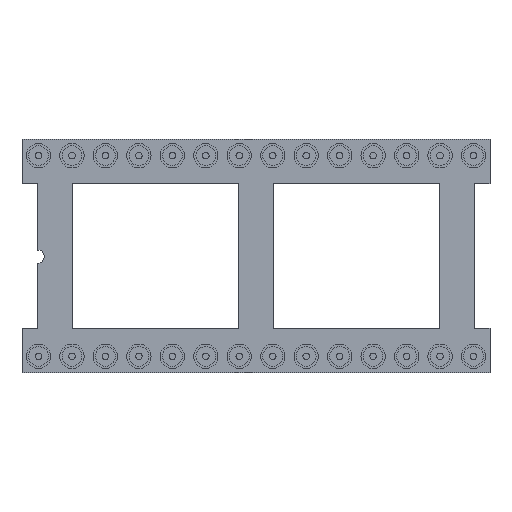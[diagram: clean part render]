
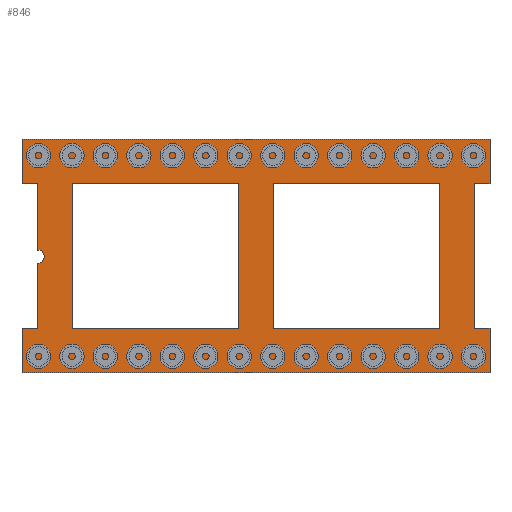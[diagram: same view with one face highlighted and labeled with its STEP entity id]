
A CAD part, top view. The second image highlights one B-rep face of the part: STEP entity #846.
In plain terms, the highlighted planar face has unit normal (0, 0, 1).
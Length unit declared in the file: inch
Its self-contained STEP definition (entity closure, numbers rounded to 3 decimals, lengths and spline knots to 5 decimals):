
#110=CARTESIAN_POINT('',(-0.05118,-0.21654,0.05039));
#111=VERTEX_POINT('',#110);
#118=CARTESIAN_POINT('',(-0.05118,0.21654,0.05039));
#119=VERTEX_POINT('',#118);
#120=CARTESIAN_POINT('',(-0.05118,0.21654,0.05039));
#121=DIRECTION('',(0.0,-1.0,0.0));
#122=VECTOR('',#121,0.43307);
#123=LINE('',#120,#122);
#124=EDGE_CURVE('',#119,#111,#123,.T.);
#149=CARTESIAN_POINT('',(-0.5498,0.21654,0.05039));
#150=VERTEX_POINT('',#149);
#151=CARTESIAN_POINT('',(-0.5498,0.21654,0.05039));
#152=DIRECTION('',(1.0,0.0,0.0));
#153=VECTOR('',#152,0.49862);
#154=LINE('',#151,#153);
#155=EDGE_CURVE('',#150,#119,#154,.T.);
#180=CARTESIAN_POINT('',(-0.5498,-0.21654,0.05039));
#181=VERTEX_POINT('',#180);
#182=CARTESIAN_POINT('',(-0.5498,-0.21654,0.05039));
#183=DIRECTION('',(0.0,1.0,0.0));
#184=VECTOR('',#183,0.43307);
#185=LINE('',#182,#184);
#186=EDGE_CURVE('',#181,#150,#185,.T.);
#209=CARTESIAN_POINT('',(-0.05118,-0.21654,0.05039));
#210=DIRECTION('',(-1.0,0.0,0.0));
#211=VECTOR('',#210,0.49862);
#212=LINE('',#209,#211);
#213=EDGE_CURVE('',#111,#181,#212,.T.);
#234=CARTESIAN_POINT('',(0.65217,0.21654,0.05039));
#235=VERTEX_POINT('',#234);
#242=CARTESIAN_POINT('',(0.65217,-0.21654,0.05039));
#243=VERTEX_POINT('',#242);
#244=CARTESIAN_POINT('',(0.65217,-0.21654,0.05039));
#245=DIRECTION('',(0.0,1.0,0.0));
#246=VECTOR('',#245,0.43307);
#247=LINE('',#244,#246);
#248=EDGE_CURVE('',#243,#235,#247,.T.);
#273=CARTESIAN_POINT('',(0.69941,-0.21654,0.05039));
#274=VERTEX_POINT('',#273);
#275=CARTESIAN_POINT('',(0.69941,-0.21654,0.05039));
#276=DIRECTION('',(-1.0,0.0,0.0));
#277=VECTOR('',#276,0.04724);
#278=LINE('',#275,#277);
#279=EDGE_CURVE('',#274,#243,#278,.T.);
#303=CARTESIAN_POINT('',(0.69941,0.21654,0.05039));
#304=VERTEX_POINT('',#303);
#311=CARTESIAN_POINT('',(0.65217,0.21654,0.05039));
#312=DIRECTION('',(1.0,0.0,0.0));
#313=VECTOR('',#312,0.04724);
#314=LINE('',#311,#313);
#315=EDGE_CURVE('',#235,#304,#314,.T.);
#337=CARTESIAN_POINT('',(-0.65217,-0.02165,0.05039));
#338=VERTEX_POINT('',#337);
#345=CARTESIAN_POINT('',(-0.65217,0.01772,0.05039));
#346=VERTEX_POINT('',#345);
#347=CARTESIAN_POINT('',(-0.65217,-0.00196,0.05039));
#348=DIRECTION('',(0.0,0.0,-1.0));
#349=DIRECTION('',(0.0,-1.0,0.0));
#350=AXIS2_PLACEMENT_3D('',#347,#348,#349);
#351=CIRCLE('',#350,0.01969);
#352=EDGE_CURVE('',#346,#338,#351,.T.);
#377=CARTESIAN_POINT('',(-0.65217,0.21654,0.05039));
#378=VERTEX_POINT('',#377);
#379=CARTESIAN_POINT('',(-0.65217,0.21654,0.05039));
#380=DIRECTION('',(0.0,-1.0,0.0));
#381=VECTOR('',#380,0.19881);
#382=LINE('',#379,#381);
#383=EDGE_CURVE('',#378,#346,#382,.T.);
#408=CARTESIAN_POINT('',(-0.69941,0.21654,0.05039));
#409=VERTEX_POINT('',#408);
#410=CARTESIAN_POINT('',(-0.69941,0.21654,0.05039));
#411=DIRECTION('',(1.0,0.0,0.0));
#412=VECTOR('',#411,0.04724);
#413=LINE('',#410,#412);
#414=EDGE_CURVE('',#409,#378,#413,.T.);
#440=CARTESIAN_POINT('',(-0.69941,-0.21654,0.05039));
#441=VERTEX_POINT('',#440);
#448=CARTESIAN_POINT('',(-0.65217,-0.21654,0.05039));
#449=VERTEX_POINT('',#448);
#450=CARTESIAN_POINT('',(-0.65217,-0.21654,0.05039));
#451=DIRECTION('',(-1.0,0.0,0.0));
#452=VECTOR('',#451,0.04724);
#453=LINE('',#450,#452);
#454=EDGE_CURVE('',#449,#441,#453,.T.);
#477=CARTESIAN_POINT('',(-0.65217,-0.02165,0.05039));
#478=DIRECTION('',(0.0,-1.0,0.0));
#479=VECTOR('',#478,0.19489);
#480=LINE('',#477,#479);
#481=EDGE_CURVE('',#338,#449,#480,.T.);
#502=CARTESIAN_POINT('',(0.5498,-0.21654,0.05039));
#503=VERTEX_POINT('',#502);
#510=CARTESIAN_POINT('',(0.5498,0.21654,0.05039));
#511=VERTEX_POINT('',#510);
#512=CARTESIAN_POINT('',(0.5498,0.21654,0.05039));
#513=DIRECTION('',(0.0,-1.0,0.0));
#514=VECTOR('',#513,0.43307);
#515=LINE('',#512,#514);
#516=EDGE_CURVE('',#511,#503,#515,.T.);
#541=CARTESIAN_POINT('',(0.05118,0.21654,0.05039));
#542=VERTEX_POINT('',#541);
#543=CARTESIAN_POINT('',(0.05118,0.21654,0.05039));
#544=DIRECTION('',(1.0,0.0,0.0));
#545=VECTOR('',#544,0.49862);
#546=LINE('',#543,#545);
#547=EDGE_CURVE('',#542,#511,#546,.T.);
#572=CARTESIAN_POINT('',(0.05118,-0.21654,0.05039));
#573=VERTEX_POINT('',#572);
#574=CARTESIAN_POINT('',(0.05118,-0.21654,0.05039));
#575=DIRECTION('',(0.0,1.0,0.0));
#576=VECTOR('',#575,0.43307);
#577=LINE('',#574,#576);
#578=EDGE_CURVE('',#573,#542,#577,.T.);
#601=CARTESIAN_POINT('',(0.5498,-0.21654,0.05039));
#602=DIRECTION('',(-1.0,0.0,0.0));
#603=VECTOR('',#602,0.49862);
#604=LINE('',#601,#603);
#605=EDGE_CURVE('',#503,#573,#604,.T.);
#617=CARTESIAN_POINT('',(0.69941,-0.34843,0.05039));
#618=VERTEX_POINT('',#617);
#619=CARTESIAN_POINT('',(0.69941,-0.21654,0.05039));
#620=DIRECTION('',(0.0,-1.0,0.0));
#621=VECTOR('',#620,0.13189);
#622=LINE('',#619,#621);
#623=EDGE_CURVE('',#274,#618,#622,.T.);
#648=CARTESIAN_POINT('',(-0.69941,0.34843,0.05039));
#649=VERTEX_POINT('',#648);
#650=CARTESIAN_POINT('',(-0.69941,0.21654,0.05039));
#651=DIRECTION('',(0.0,1.0,0.0));
#652=VECTOR('',#651,0.13189);
#653=LINE('',#650,#652);
#654=EDGE_CURVE('',#409,#649,#653,.T.);
#738=CARTESIAN_POINT('',(0.69941,0.34843,0.05039));
#739=VERTEX_POINT('',#738);
#746=CARTESIAN_POINT('',(0.69941,0.34843,0.05039));
#747=DIRECTION('',(0.0,-1.0,0.0));
#748=VECTOR('',#747,0.13189);
#749=LINE('',#746,#748);
#750=EDGE_CURVE('',#739,#304,#749,.T.);
#760=CARTESIAN_POINT('',(-0.69941,-0.34843,0.05039));
#761=VERTEX_POINT('',#760);
#762=CARTESIAN_POINT('',(0.69941,-0.34843,0.05039));
#763=DIRECTION('',(-1.0,0.0,0.0));
#764=VECTOR('',#763,1.39882);
#765=LINE('',#762,#764);
#766=EDGE_CURVE('',#618,#761,#765,.T.);
#787=CARTESIAN_POINT('',(-0.69941,-0.34843,0.05039));
#788=DIRECTION('',(0.0,1.0,0.0));
#789=VECTOR('',#788,0.13189);
#790=LINE('',#787,#789);
#791=EDGE_CURVE('',#761,#441,#790,.T.);
#801=CARTESIAN_POINT('',(-0.69941,0.34843,0.05039));
#802=DIRECTION('',(1.0,0.0,0.0));
#803=VECTOR('',#802,1.39882);
#804=LINE('',#801,#803);
#805=EDGE_CURVE('',#649,#739,#804,.T.);
#813=CARTESIAN_POINT('',(0.0,0.,0.05039));
#814=DIRECTION('',(0.0,0.0,1.0));
#815=DIRECTION('',(1.0,0.0,0.0));
#816=AXIS2_PLACEMENT_3D('',#813,#814,#815);
#817=PLANE('',#816);
#818=ORIENTED_EDGE('',*,*,#315,.T.);
#819=ORIENTED_EDGE('',*,*,#750,.F.);
#820=ORIENTED_EDGE('',*,*,#805,.F.);
#821=ORIENTED_EDGE('',*,*,#654,.F.);
#822=ORIENTED_EDGE('',*,*,#414,.T.);
#823=ORIENTED_EDGE('',*,*,#383,.T.);
#824=ORIENTED_EDGE('',*,*,#352,.T.);
#825=ORIENTED_EDGE('',*,*,#481,.T.);
#826=ORIENTED_EDGE('',*,*,#454,.T.);
#827=ORIENTED_EDGE('',*,*,#791,.F.);
#828=ORIENTED_EDGE('',*,*,#766,.F.);
#829=ORIENTED_EDGE('',*,*,#623,.F.);
#830=ORIENTED_EDGE('',*,*,#279,.T.);
#831=ORIENTED_EDGE('',*,*,#248,.T.);
#832=EDGE_LOOP('',(#818,#819,#820,#821,#822,#823,#824,#825,#826,#827,#828,#829,#830,#831));
#833=FACE_OUTER_BOUND('',#832,.T.);
#834=ORIENTED_EDGE('',*,*,#186,.T.);
#835=ORIENTED_EDGE('',*,*,#155,.T.);
#836=ORIENTED_EDGE('',*,*,#124,.T.);
#837=ORIENTED_EDGE('',*,*,#213,.T.);
#838=EDGE_LOOP('',(#834,#835,#836,#837));
#839=FACE_BOUND('',#838,.T.);
#840=ORIENTED_EDGE('',*,*,#578,.T.);
#841=ORIENTED_EDGE('',*,*,#547,.T.);
#842=ORIENTED_EDGE('',*,*,#516,.T.);
#843=ORIENTED_EDGE('',*,*,#605,.T.);
#844=EDGE_LOOP('',(#840,#841,#842,#843));
#845=FACE_BOUND('',#844,.T.);
#846=ADVANCED_FACE('',(#833,#839,#845),#817,.T.);
